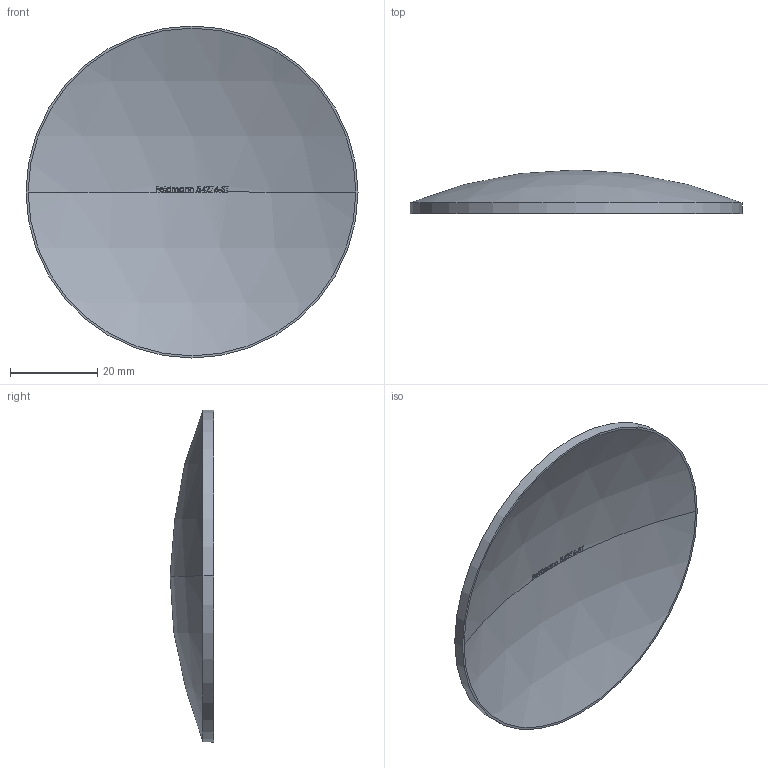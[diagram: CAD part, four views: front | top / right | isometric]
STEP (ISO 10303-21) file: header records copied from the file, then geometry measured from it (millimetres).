
FILE_DESCRIPTION (( 'STEP AP203' ), '1' );
FILE_NAME ('54276-ST.step', '2015-09-17T15:33:00', ( '' ), ( '' ), 'SwSTEP 2.0', 'SolidWorks 2015', '' );
FILE_SCHEMA (( 'CONFIG_CONTROL_DESIGN' ));
Length unit declared in the file: millimetre
Products named in the file (1): 54276-ST
Bounding box: 76 x 10 x 76 mm (x, y, z)
Volume: 11780.4 mm3; surface area: 10066.3 mm2
Topology: 1 solids, 1 shells, 229 faces, 632 edges, 412 vertices
Faces by surface type: plane 103, bspline 86, sphere 38, cylinder 2
Entity records: 11682 total; most frequent: CARTESIAN_POINT 6235, ORIENTED_EDGE 1264, DIRECTION 934, EDGE_CURVE 632, VERTEX_POINT 412, AXIS2_PLACEMENT_3D 372, EDGE_LOOP 236, FACE_OUTER_BOUND 229
